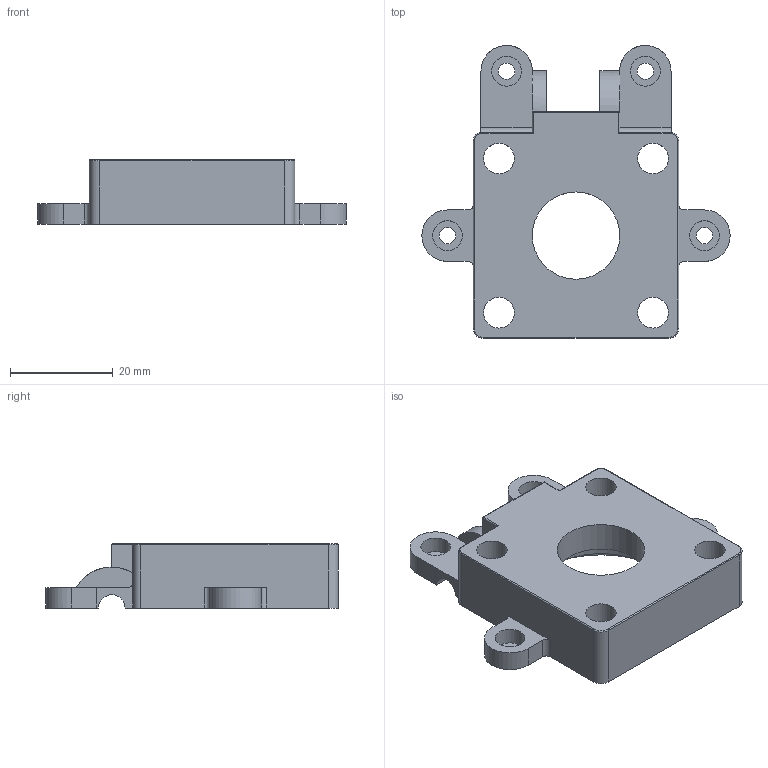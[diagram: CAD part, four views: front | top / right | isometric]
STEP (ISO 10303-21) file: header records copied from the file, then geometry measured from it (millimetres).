
FILE_DESCRIPTION(/* description */ (''),/* implementation_level */ '2;1');
FILE_NAME(/* name */ 'Housing half 1_v1.step',/* time_stamp */ '2024-02-15T15:47:14-05:00',/* author */ (''),/* organization */ (''),/* preprocessor_version */ 'ST-DEVELOPER v20',/* originating_system */ 'Autodesk Translation Framework v12.20.1.177',/* authorisation */ '');
FILE_SCHEMA (('AUTOMOTIVE_DESIGN { 1 0 10303 214 3 1 1 }'));
Length unit declared in the file: millimetre
Products named in the file (1): Housing half 1
Bounding box: 60 x 57 x 12.49 mm (x, y, z)
Volume: 14841.9 mm3; surface area: 8278.4 mm2
Topology: 1 solids, 1 shells, 88 faces, 228 edges, 147 vertices
Faces by surface type: plane 42, cylinder 42, torus 4
Full cylindrical faces by diameter (mm): 3.2 x4, 5.8 x4, 6 x4, 17 x1, 25.2 x1
Entity records: 2775 total; most frequent: DIRECTION 498, CARTESIAN_POINT 467, ORIENTED_EDGE 456, EDGE_CURVE 228, AXIS2_PLACEMENT_3D 182, VERTEX_POINT 147, LINE 134, VECTOR 134
